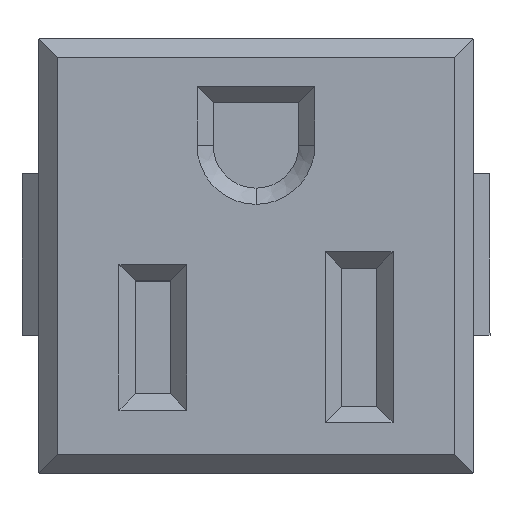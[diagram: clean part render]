
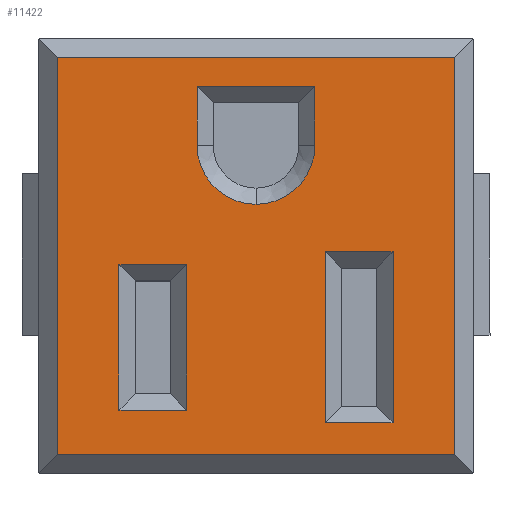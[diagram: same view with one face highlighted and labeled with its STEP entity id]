
A CAD part, top view. The second image highlights one B-rep face of the part: STEP entity #11422.
In plain terms, the highlighted planar face has unit normal (0, 0, 1).
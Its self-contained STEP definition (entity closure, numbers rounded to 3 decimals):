
#47 = DIRECTION ( 'NONE',  ( -1., 0., 0. ) ) ;
#221 = DIRECTION ( 'NONE',  ( 0., -1., 0. ) ) ;
#431 = VECTOR ( 'NONE', #12739, 1000. ) ;
#433 = CARTESIAN_POINT ( 'NONE',  ( 13.5, -12.3, 3.5 ) ) ;
#473 = DIRECTION ( 'NONE',  ( -1., 0., 0. ) ) ;
#482 = LINE ( 'NONE', #6670, #13352 ) ;
#506 = VECTOR ( 'NONE', #2884, 1000. ) ;
#507 = VERTEX_POINT ( 'NONE', #3823 ) ;
#556 = LINE ( 'NONE', #7821, #13428 ) ;
#820 = LINE ( 'NONE', #8972, #431 ) ;
#974 = VECTOR ( 'NONE', #47, 1000. ) ;
#1066 = CARTESIAN_POINT ( 'NONE',  ( 12.3, -12.3, 3.5 ) ) ;
#1083 = EDGE_CURVE ( 'NONE', #3490, #13845, #6265, .T. ) ;
#1202 = DIRECTION ( 'NONE',  ( 0., -1., 0. ) ) ;
#1352 = EDGE_CURVE ( 'NONE', #15047, #3490, #7232, .T. ) ;
#1454 = EDGE_CURVE ( 'NONE', #2421, #9035, #3538, .T. ) ;
#1519 = FACE_OUTER_BOUND ( 'NONE', #5885, .T. ) ;
#1543 = EDGE_CURVE ( 'NONE', #5238, #16055, #11915, .T. ) ;
#1654 = ORIENTED_EDGE ( 'NONE', *, *, #15586, .T. ) ;
#1816 = CARTESIAN_POINT ( 'NONE',  ( -13.5, 12.3, 3.5 ) ) ;
#1866 = ORIENTED_EDGE ( 'NONE', *, *, #6399, .T. ) ;
#2165 = DIRECTION ( 'NONE',  ( 0., 0., -1. ) ) ;
#2279 = CIRCLE ( 'NONE', #9199, 3.65 ) ;
#2361 = ORIENTED_EDGE ( 'NONE', *, *, #8710, .T. ) ;
#2421 = VERTEX_POINT ( 'NONE', #4756 ) ;
#2615 = VECTOR ( 'NONE', #10020, 1000. ) ;
#2741 = ORIENTED_EDGE ( 'NONE', *, *, #9829, .T. ) ;
#2866 = DIRECTION ( 'NONE',  ( 1., 0., 0. ) ) ;
#2872 = VECTOR ( 'NONE', #14132, 1000. ) ;
#2884 = DIRECTION ( 'NONE',  ( 0., 1., 0. ) ) ;
#2918 = CARTESIAN_POINT ( 'NONE',  ( -8.49, -0.55, 3.5 ) ) ;
#2950 = CARTESIAN_POINT ( 'NONE',  ( -4.29, -8.55, 3.5 ) ) ;
#3285 = VERTEX_POINT ( 'NONE', #1066 ) ;
#3296 = CARTESIAN_POINT ( 'NONE',  ( -12.3, -12.3, 3.5 ) ) ;
#3490 = VERTEX_POINT ( 'NONE', #11450 ) ;
#3538 = LINE ( 'NONE', #6067, #13094 ) ;
#3582 = ORIENTED_EDGE ( 'NONE', *, *, #9500, .T. ) ;
#3823 = CARTESIAN_POINT ( 'NONE',  ( 8.49, -10.35, 3.5 ) ) ;
#3912 = VECTOR ( 'NONE', #12145, 1000. ) ;
#4066 = VECTOR ( 'NONE', #9253, 1000. ) ;
#4434 = VECTOR ( 'NONE', #11755, 1000. ) ;
#4641 = DIRECTION ( 'NONE',  ( 0., 1., 0. ) ) ;
#4756 = CARTESIAN_POINT ( 'NONE',  ( 4.29, -10.35, 3.5 ) ) ;
#4852 = ORIENTED_EDGE ( 'NONE', *, *, #8167, .T. ) ;
#4887 = EDGE_CURVE ( 'NONE', #14532, #3285, #5217, .T. ) ;
#5045 = DIRECTION ( 'NONE',  ( 1., 0., 0. ) ) ;
#5061 = LINE ( 'NONE', #7491, #974 ) ;
#5217 = LINE ( 'NONE', #433, #4434 ) ;
#5221 = CARTESIAN_POINT ( 'NONE',  ( -8.49, -9.55, 3.5 ) ) ;
#5238 = VERTEX_POINT ( 'NONE', #5252 ) ;
#5252 = CARTESIAN_POINT ( 'NONE',  ( -3.65, 6.85, 3.5 ) ) ;
#5281 = VECTOR ( 'NONE', #5045, 1000. ) ;
#5367 = AXIS2_PLACEMENT_3D ( 'NONE', #11761, #2165, #9452 ) ;
#5500 = EDGE_LOOP ( 'NONE', ( #12015, #13575, #1866, #4852 ) ) ;
#5502 = CARTESIAN_POINT ( 'NONE',  ( -3.65, 9.5, 3.5 ) ) ;
#5727 = CARTESIAN_POINT ( 'NONE',  ( 4.29, 0.25, 3.5 ) ) ;
#5885 = EDGE_LOOP ( 'NONE', ( #11538, #3582, #15804, #11152 ) ) ;
#5946 = ORIENTED_EDGE ( 'NONE', *, *, #1352, .T. ) ;
#6067 = CARTESIAN_POINT ( 'NONE',  ( 4.29, -0.75, 3.5 ) ) ;
#6265 = CIRCLE ( 'NONE', #5367, 3.65 ) ;
#6399 = EDGE_CURVE ( 'NONE', #9296, #7548, #10032, .T. ) ;
#6516 = AXIS2_PLACEMENT_3D ( 'NONE', #10113, #7676, #221 ) ;
#6655 = DIRECTION ( 'NONE',  ( 1., 0., 0. ) ) ;
#6670 = CARTESIAN_POINT ( 'NONE',  ( 5.29, -10.35, 3.5 ) ) ;
#7232 = LINE ( 'NONE', #13347, #3912 ) ;
#7239 = EDGE_LOOP ( 'NONE', ( #1654, #5946, #11700, #7254, #9421 ) ) ;
#7254 = ORIENTED_EDGE ( 'NONE', *, *, #15816, .T. ) ;
#7370 = LINE ( 'NONE', #1816, #4066 ) ;
#7491 = CARTESIAN_POINT ( 'NONE',  ( -7.49, -9.55, 3.5 ) ) ;
#7548 = VERTEX_POINT ( 'NONE', #2918 ) ;
#7557 = EDGE_CURVE ( 'NONE', #507, #2421, #482, .T. ) ;
#7676 = DIRECTION ( 'NONE',  ( 0., 0., 1. ) ) ;
#7734 = EDGE_CURVE ( 'NONE', #10775, #14532, #8846, .T. ) ;
#7821 = CARTESIAN_POINT ( 'NONE',  ( 7.49, 0.25, 3.5 ) ) ;
#7985 = CARTESIAN_POINT ( 'NONE',  ( 8.49, 0.25, 3.5 ) ) ;
#8069 = DIRECTION ( 'NONE',  ( 0., -1., 0. ) ) ;
#8134 = FACE_BOUND ( 'NONE', #15468, .T. ) ;
#8167 = EDGE_CURVE ( 'NONE', #7548, #10928, #15246, .T. ) ;
#8279 = VERTEX_POINT ( 'NONE', #11963 ) ;
#8311 = VECTOR ( 'NONE', #6655, 1000. ) ;
#8376 = CARTESIAN_POINT ( 'NONE',  ( 12.3, 12.3, 3.5 ) ) ;
#8599 = VECTOR ( 'NONE', #13017, 1000. ) ;
#8654 = DIRECTION ( 'NONE',  ( 0., 0., -1. ) ) ;
#8710 = EDGE_CURVE ( 'NONE', #12263, #507, #16008, .T. ) ;
#8784 = CARTESIAN_POINT ( 'NONE',  ( -12.3, -13.5, 3.5 ) ) ;
#8846 = LINE ( 'NONE', #8784, #2615 ) ;
#8972 = CARTESIAN_POINT ( 'NONE',  ( 12.3, 13.5, 3.5 ) ) ;
#9035 = VERTEX_POINT ( 'NONE', #5727 ) ;
#9199 = AXIS2_PLACEMENT_3D ( 'NONE', #16136, #8654, #1202 ) ;
#9204 = EDGE_CURVE ( 'NONE', #8279, #9296, #5061, .T. ) ;
#9253 = DIRECTION ( 'NONE',  ( -1., 0., 0. ) ) ;
#9296 = VERTEX_POINT ( 'NONE', #5221 ) ;
#9421 = ORIENTED_EDGE ( 'NONE', *, *, #1543, .T. ) ;
#9452 = DIRECTION ( 'NONE',  ( 0., -1., 0. ) ) ;
#9500 = EDGE_CURVE ( 'NONE', #14081, #10775, #7370, .T. ) ;
#9662 = ORIENTED_EDGE ( 'NONE', *, *, #1454, .T. ) ;
#9829 = EDGE_CURVE ( 'NONE', #9035, #12263, #556, .T. ) ;
#9883 = ORIENTED_EDGE ( 'NONE', *, *, #7557, .T. ) ;
#10020 = DIRECTION ( 'NONE',  ( 0., -1., 0. ) ) ;
#10032 = LINE ( 'NONE', #11600, #506 ) ;
#10113 = CARTESIAN_POINT ( 'NONE',  ( 0., 0., 3.5 ) ) ;
#10298 = CARTESIAN_POINT ( 'NONE',  ( -4.29, -0.55, 3.5 ) ) ;
#10775 = VERTEX_POINT ( 'NONE', #12599 ) ;
#10928 = VERTEX_POINT ( 'NONE', #10298 ) ;
#11152 = ORIENTED_EDGE ( 'NONE', *, *, #4887, .T. ) ;
#11155 = CARTESIAN_POINT ( 'NONE',  ( 0., 3.2, 3.5 ) ) ;
#11422 = ADVANCED_FACE ( 'NONE', ( #1519, #8134, #14778, #14404 ), #15158, .T. ) ;
#11450 = CARTESIAN_POINT ( 'NONE',  ( 3.65, 6.85, 3.5 ) ) ;
#11538 = ORIENTED_EDGE ( 'NONE', *, *, #12125, .T. ) ;
#11581 = EDGE_CURVE ( 'NONE', #10928, #8279, #15759, .T. ) ;
#11600 = CARTESIAN_POINT ( 'NONE',  ( -8.49, -1.55, 3.5 ) ) ;
#11623 = LINE ( 'NONE', #14145, #8311 ) ;
#11700 = ORIENTED_EDGE ( 'NONE', *, *, #1083, .T. ) ;
#11755 = DIRECTION ( 'NONE',  ( 1., 0., 0. ) ) ;
#11761 = CARTESIAN_POINT ( 'NONE',  ( 0., 6.85, 3.5 ) ) ;
#11915 = LINE ( 'NONE', #5502, #8599 ) ;
#11963 = CARTESIAN_POINT ( 'NONE',  ( -4.29, -9.55, 3.5 ) ) ;
#12015 = ORIENTED_EDGE ( 'NONE', *, *, #11581, .T. ) ;
#12125 = EDGE_CURVE ( 'NONE', #3285, #14081, #820, .T. ) ;
#12145 = DIRECTION ( 'NONE',  ( 0., -1., 0. ) ) ;
#12263 = VERTEX_POINT ( 'NONE', #7985 ) ;
#12599 = CARTESIAN_POINT ( 'NONE',  ( -12.3, 12.3, 3.5 ) ) ;
#12676 = VECTOR ( 'NONE', #8069, 1000. ) ;
#12731 = CARTESIAN_POINT ( 'NONE',  ( -5.29, -0.55, 3.5 ) ) ;
#12739 = DIRECTION ( 'NONE',  ( 0., 1., 0. ) ) ;
#13017 = DIRECTION ( 'NONE',  ( 0., 1., 0. ) ) ;
#13094 = VECTOR ( 'NONE', #4641, 1000. ) ;
#13347 = CARTESIAN_POINT ( 'NONE',  ( 3.65, 6.85, 3.5 ) ) ;
#13352 = VECTOR ( 'NONE', #473, 1000. ) ;
#13428 = VECTOR ( 'NONE', #2866, 1000. ) ;
#13575 = ORIENTED_EDGE ( 'NONE', *, *, #9204, .T. ) ;
#13845 = VERTEX_POINT ( 'NONE', #11155 ) ;
#14081 = VERTEX_POINT ( 'NONE', #8376 ) ;
#14132 = DIRECTION ( 'NONE',  ( 0., -1., 0. ) ) ;
#14145 = CARTESIAN_POINT ( 'NONE',  ( 2.65, 10.5, 3.5 ) ) ;
#14316 = CARTESIAN_POINT ( 'NONE',  ( 8.49, -9.35, 3.5 ) ) ;
#14404 = FACE_BOUND ( 'NONE', #7239, .T. ) ;
#14519 = CARTESIAN_POINT ( 'NONE',  ( 3.65, 10.5, 3.5 ) ) ;
#14532 = VERTEX_POINT ( 'NONE', #3296 ) ;
#14557 = CARTESIAN_POINT ( 'NONE',  ( -3.65, 10.5, 3.5 ) ) ;
#14778 = FACE_BOUND ( 'NONE', #5500, .T. ) ;
#15047 = VERTEX_POINT ( 'NONE', #14519 ) ;
#15158 = PLANE ( 'NONE',  #6516 ) ;
#15246 = LINE ( 'NONE', #12731, #5281 ) ;
#15468 = EDGE_LOOP ( 'NONE', ( #2361, #9883, #9662, #2741 ) ) ;
#15586 = EDGE_CURVE ( 'NONE', #16055, #15047, #11623, .T. ) ;
#15759 = LINE ( 'NONE', #2950, #2872 ) ;
#15804 = ORIENTED_EDGE ( 'NONE', *, *, #7734, .T. ) ;
#15816 = EDGE_CURVE ( 'NONE', #13845, #5238, #2279, .T. ) ;
#16008 = LINE ( 'NONE', #14316, #12676 ) ;
#16055 = VERTEX_POINT ( 'NONE', #14557 ) ;
#16136 = CARTESIAN_POINT ( 'NONE',  ( 0., 6.85, 3.5 ) ) ;
